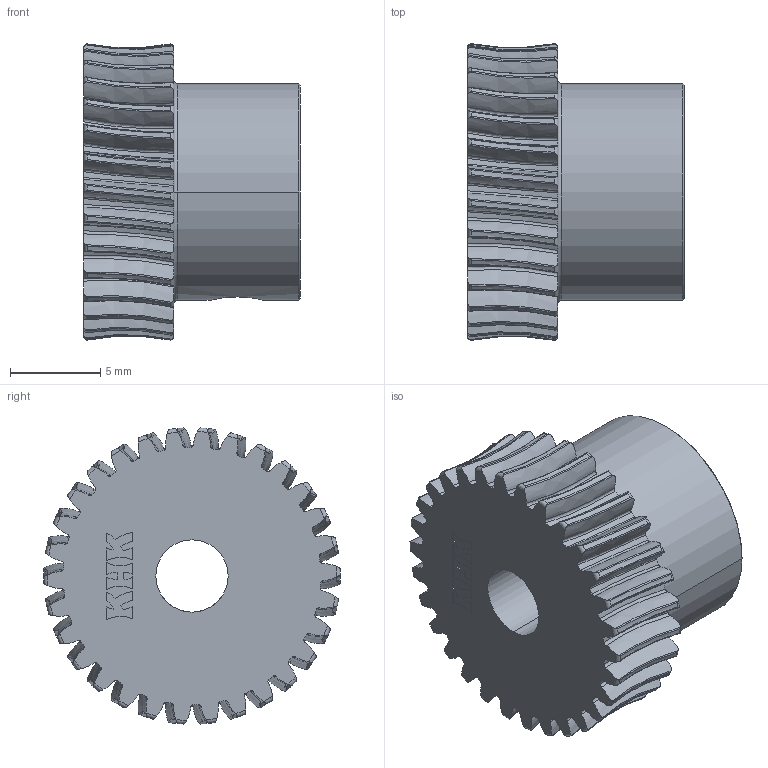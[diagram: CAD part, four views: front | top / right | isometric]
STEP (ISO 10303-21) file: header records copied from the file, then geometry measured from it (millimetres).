
FILE_DESCRIPTION((''),'2;1');
FILE_NAME('BG05-30R2','2019-01-29T',('SYSTEM'),(''),'PRO/ENGINEER BY PARAMETRIC TECHNOLOGY CORPORATION, 2016360','PRO/ENGINEER BY PARAMETRIC TECHNOLOGY CORPORATION, 2016360','');
FILE_SCHEMA(('AUTOMOTIVE_DESIGN { 1 0 10303 214 1 1 1 1 }'));
Length unit declared in the file: millimetre
Products named in the file (1): BG05-30R2
Bounding box: 12 x 16.42 x 16.39 mm (x, y, z)
Volume: 1502.9 mm3; surface area: 1246.2 mm2
Topology: 1 solids, 1 shells, 356 faces, 1048 edges, 698 vertices
Faces by surface type: bspline 210, torus 92, cylinder 30, plane 20, cone 4
Entity records: 28048 total; most frequent: CARTESIAN_POINT 16946, ORIENTED_EDGE 2096, PRESENTATION_STYLE_ASSIGNMENT 1053, STYLED_ITEM 1050, CURVE_STYLE 1048, EDGE_CURVE 1048, B_SPLINE_CURVE_WITH_KNOTS 784, DIRECTION 742
